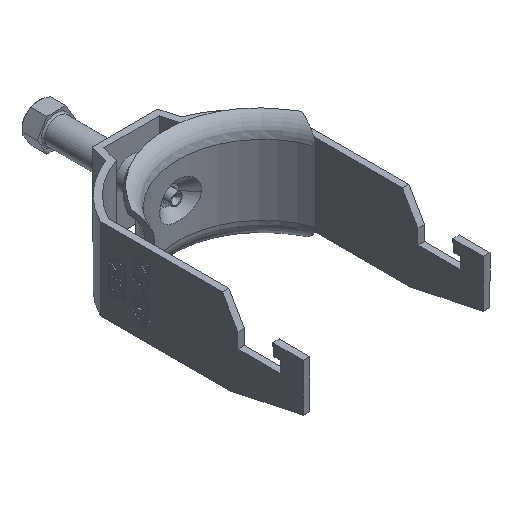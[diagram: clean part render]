
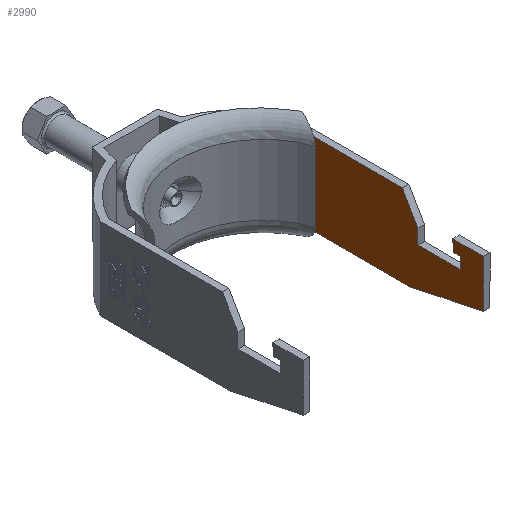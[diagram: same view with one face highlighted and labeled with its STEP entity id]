
A CAD part, isometric view. The second image highlights one B-rep face of the part: STEP entity #2990.
In plain terms, the highlighted planar face has unit normal (-1, 0, 0).
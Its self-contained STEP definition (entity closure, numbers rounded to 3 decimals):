
#26 = VECTOR ( 'NONE', #3124, 1000. ) ;
#87 = PLANE ( 'NONE',  #5818 ) ;
#186 = VERTEX_POINT ( 'NONE', #6235 ) ;
#383 = CARTESIAN_POINT ( 'NONE',  ( 26.5, -122., -0.25 ) ) ;
#796 = LINE ( 'NONE', #4575, #9874 ) ;
#802 = LINE ( 'NONE', #11040, #1428 ) ;
#889 = CARTESIAN_POINT ( 'NONE',  ( 26.5, -58.237, 12.5 ) ) ;
#929 = VERTEX_POINT ( 'NONE', #4037 ) ;
#1095 = VECTOR ( 'NONE', #4841, 1000. ) ;
#1345 = CARTESIAN_POINT ( 'NONE',  ( 26.5, -60.761, -12.5 ) ) ;
#1428 = VECTOR ( 'NONE', #3529, 1000. ) ;
#1506 = ORIENTED_EDGE ( 'NONE', *, *, #1565, .T. ) ;
#1549 = DIRECTION ( 'NONE',  ( 0., -0.087, -0.996 ) ) ;
#1565 = EDGE_CURVE ( 'NONE', #9421, #1909, #802, .T. ) ;
#1637 = EDGE_CURVE ( 'NONE', #8719, #7533, #3410, .T. ) ;
#1664 = DIRECTION ( 'NONE',  ( 0., 0., 1. ) ) ;
#1881 = LINE ( 'NONE', #6735, #1095 ) ;
#1909 = VERTEX_POINT ( 'NONE', #5972 ) ;
#1943 = CARTESIAN_POINT ( 'NONE',  ( 26.5, -122., 6.75 ) ) ;
#1944 = CARTESIAN_POINT ( 'NONE',  ( 26.5, -73.6, 6.75 ) ) ;
#2183 = VERTEX_POINT ( 'NONE', #3380 ) ;
#2283 = LINE ( 'NONE', #10792, #11957 ) ;
#2439 = VERTEX_POINT ( 'NONE', #8598 ) ;
#2622 = ORIENTED_EDGE ( 'NONE', *, *, #4585, .T. ) ;
#2638 = LINE ( 'NONE', #6393, #10314 ) ;
#2764 = EDGE_CURVE ( 'NONE', #4211, #2183, #5957, .T. ) ;
#2975 = EDGE_CURVE ( 'NONE', #7999, #2183, #1881, .T. ) ;
#2990 = ADVANCED_FACE ( 'NONE', ( #9395 ), #87, .T. ) ;
#3117 = ORIENTED_EDGE ( 'NONE', *, *, #4415, .T. ) ;
#3124 = DIRECTION ( 'NONE',  ( 0., 0., 1. ) ) ;
#3252 = DIRECTION ( 'NONE',  ( 0., 1., 0. ) ) ;
#3348 = LINE ( 'NONE', #7090, #9337 ) ;
#3380 = CARTESIAN_POINT ( 'NONE',  ( 26.5, -21.438, 12.5 ) ) ;
#3410 = LINE ( 'NONE', #3473, #8894 ) ;
#3473 = CARTESIAN_POINT ( 'NONE',  ( 26.5, -75.639, -16.556 ) ) ;
#3529 = DIRECTION ( 'NONE',  ( 0., -0.978, 0.208 ) ) ;
#3797 = CARTESIAN_POINT ( 'NONE',  ( 26.5, -76., 3.25 ) ) ;
#3857 = CARTESIAN_POINT ( 'NONE',  ( 26.5, -122., -12.5 ) ) ;
#3914 = ORIENTED_EDGE ( 'NONE', *, *, #2764, .F. ) ;
#3974 = DIRECTION ( 'NONE',  ( 0., 1., 0. ) ) ;
#4037 = CARTESIAN_POINT ( 'NONE',  ( 26.5, -63., -0.25 ) ) ;
#4045 = DIRECTION ( 'NONE',  ( 0., 1., 0. ) ) ;
#4142 = ORIENTED_EDGE ( 'NONE', *, *, #5493, .T. ) ;
#4196 = ORIENTED_EDGE ( 'NONE', *, *, #2975, .T. ) ;
#4211 = VERTEX_POINT ( 'NONE', #5386 ) ;
#4415 = EDGE_CURVE ( 'NONE', #7533, #9969, #2638, .T. ) ;
#4575 = CARTESIAN_POINT ( 'NONE',  ( 26.5, -83., -12.5 ) ) ;
#4585 = EDGE_CURVE ( 'NONE', #6947, #8719, #8696, .T. ) ;
#4841 = DIRECTION ( 'NONE',  ( 0., 1., 0. ) ) ;
#4948 = EDGE_CURVE ( 'NONE', #2439, #7999, #3348, .T. ) ;
#5178 = DIRECTION ( 'NONE',  ( 0., -1., 0. ) ) ;
#5330 = ORIENTED_EDGE ( 'NONE', *, *, #7543, .T. ) ;
#5386 = CARTESIAN_POINT ( 'NONE',  ( 26.5, -21.438, -12.5 ) ) ;
#5493 = EDGE_CURVE ( 'NONE', #929, #2439, #10574, .T. ) ;
#5818 = AXIS2_PLACEMENT_3D ( 'NONE', #3857, #11254, #10492 ) ;
#5957 = LINE ( 'NONE', #11694, #7653 ) ;
#5962 = CARTESIAN_POINT ( 'NONE',  ( 26.5, -63., -12.5 ) ) ;
#5972 = CARTESIAN_POINT ( 'NONE',  ( 26.5, -83., -7.773 ) ) ;
#6169 = ORIENTED_EDGE ( 'NONE', *, *, #1637, .T. ) ;
#6235 = CARTESIAN_POINT ( 'NONE',  ( 26.5, -76., -0.25 ) ) ;
#6393 = CARTESIAN_POINT ( 'NONE',  ( 26.5, -122., 3.25 ) ) ;
#6735 = CARTESIAN_POINT ( 'NONE',  ( 26.5, -122., 12.5 ) ) ;
#6843 = EDGE_CURVE ( 'NONE', #9421, #4211, #8973, .T. ) ;
#6947 = VERTEX_POINT ( 'NONE', #12140 ) ;
#7090 = CARTESIAN_POINT ( 'NONE',  ( 26.5, -85.003, -33.86 ) ) ;
#7151 = CARTESIAN_POINT ( 'NONE',  ( 26.5, -73.906, 3.25 ) ) ;
#7533 = VERTEX_POINT ( 'NONE', #7151 ) ;
#7543 = EDGE_CURVE ( 'NONE', #9969, #186, #2283, .T. ) ;
#7653 = VECTOR ( 'NONE', #10885, 1000. ) ;
#7947 = DIRECTION ( 'NONE',  ( 0., 0.5, 0.866 ) ) ;
#7999 = VERTEX_POINT ( 'NONE', #889 ) ;
#8061 = EDGE_LOOP ( 'NONE', ( #10811, #1506, #9844, #2622, #6169, #3117, #5330, #9380, #4142, #10663, #4196, #3914 ) ) ;
#8598 = CARTESIAN_POINT ( 'NONE',  ( 26.5, -63., 4.25 ) ) ;
#8696 = LINE ( 'NONE', #1943, #9522 ) ;
#8719 = VERTEX_POINT ( 'NONE', #1944 ) ;
#8894 = VECTOR ( 'NONE', #1549, 1000. ) ;
#8935 = DIRECTION ( 'NONE',  ( 0., 0., -1. ) ) ;
#8973 = LINE ( 'NONE', #11700, #11993 ) ;
#9337 = VECTOR ( 'NONE', #7947, 1000. ) ;
#9380 = ORIENTED_EDGE ( 'NONE', *, *, #10985, .T. ) ;
#9395 = FACE_OUTER_BOUND ( 'NONE', #8061, .T. ) ;
#9421 = VERTEX_POINT ( 'NONE', #1345 ) ;
#9475 = VECTOR ( 'NONE', #3974, 1000. ) ;
#9522 = VECTOR ( 'NONE', #4045, 1000. ) ;
#9844 = ORIENTED_EDGE ( 'NONE', *, *, #10513, .T. ) ;
#9874 = VECTOR ( 'NONE', #1664, 1000. ) ;
#9969 = VERTEX_POINT ( 'NONE', #3797 ) ;
#10314 = VECTOR ( 'NONE', #5178, 1000. ) ;
#10492 = DIRECTION ( 'NONE',  ( 0., 1., 0. ) ) ;
#10513 = EDGE_CURVE ( 'NONE', #1909, #6947, #796, .T. ) ;
#10574 = LINE ( 'NONE', #5962, #26 ) ;
#10663 = ORIENTED_EDGE ( 'NONE', *, *, #4948, .T. ) ;
#10677 = LINE ( 'NONE', #383, #9475 ) ;
#10792 = CARTESIAN_POINT ( 'NONE',  ( 26.5, -76., -12.5 ) ) ;
#10811 = ORIENTED_EDGE ( 'NONE', *, *, #6843, .F. ) ;
#10885 = DIRECTION ( 'NONE',  ( 0., 0., 1. ) ) ;
#10985 = EDGE_CURVE ( 'NONE', #186, #929, #10677, .T. ) ;
#11040 = CARTESIAN_POINT ( 'NONE',  ( 26.5, -119.353, -0.046 ) ) ;
#11254 = DIRECTION ( 'NONE',  ( -1., 0., 0. ) ) ;
#11694 = CARTESIAN_POINT ( 'NONE',  ( 26.5, -21.438, -12.5 ) ) ;
#11700 = CARTESIAN_POINT ( 'NONE',  ( 26.5, -122., -12.5 ) ) ;
#11957 = VECTOR ( 'NONE', #8935, 1000. ) ;
#11993 = VECTOR ( 'NONE', #3252, 1000. ) ;
#12140 = CARTESIAN_POINT ( 'NONE',  ( 26.5, -83., 6.75 ) ) ;
